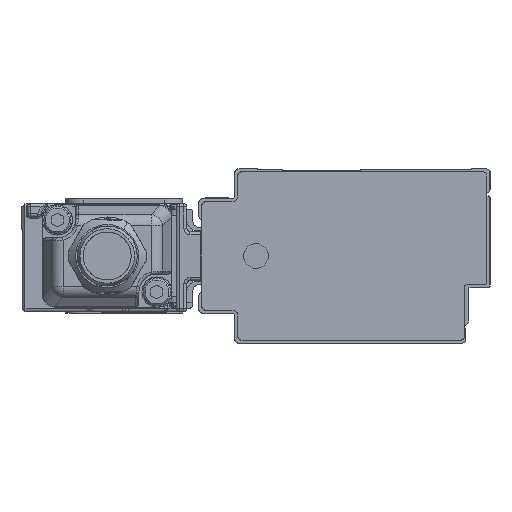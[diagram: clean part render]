
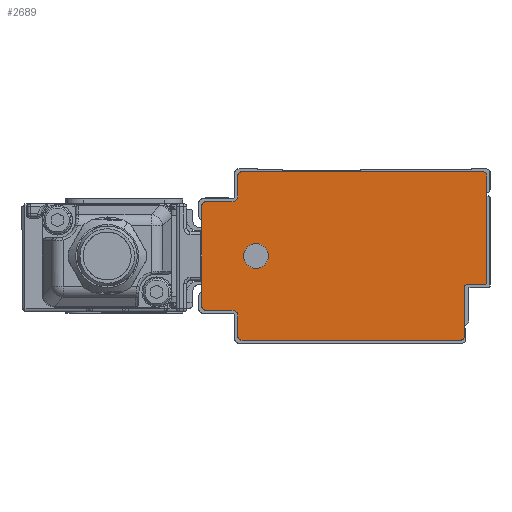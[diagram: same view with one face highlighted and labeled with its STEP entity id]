
A CAD part, left-side view. The second image highlights one B-rep face of the part: STEP entity #2689.
In plain terms, the highlighted planar face has unit normal (-1, 0, 0).
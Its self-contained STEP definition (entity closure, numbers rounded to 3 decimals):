
#1353=AXIS2_PLACEMENT_3D('Circle Axis2P3D',#1351,#1352,$) ;
#1391=AXIS2_PLACEMENT_3D('Circle Axis2P3D',#1389,#1390,$) ;
#1429=AXIS2_PLACEMENT_3D('Circle Axis2P3D',#1427,#1428,$) ;
#1467=AXIS2_PLACEMENT_3D('Circle Axis2P3D',#1465,#1466,$) ;
#2572=AXIS2_PLACEMENT_3D('Plane Axis2P3D',#2569,#2570,#2571) ;
#2576=AXIS2_PLACEMENT_3D('Circle Axis2P3D',#2574,#2575,$) ;
#2590=AXIS2_PLACEMENT_3D('Circle Axis2P3D',#2588,#2589,$) ;
#2604=AXIS2_PLACEMENT_3D('Circle Axis2P3D',#2602,#2603,$) ;
#2618=AXIS2_PLACEMENT_3D('Circle Axis2P3D',#2616,#2617,$) ;
#2632=AXIS2_PLACEMENT_3D('Circle Axis2P3D',#2630,#2631,$) ;
#2646=AXIS2_PLACEMENT_3D('Circle Axis2P3D',#2644,#2645,$) ;
#2673=AXIS2_PLACEMENT_3D('Circle Axis2P3D',#2671,#2672,$) ;
#2682=AXIS2_PLACEMENT_3D('Circle Axis2P3D',#2680,#2681,$) ;
#1309=CARTESIAN_POINT('Line Origine',(-275.5,44.,14.5)) ;
#1313=CARTESIAN_POINT('Vertex',(-275.5,44.,6.)) ;
#1315=CARTESIAN_POINT('Vertex',(-275.5,44.,23.)) ;
#1351=CARTESIAN_POINT('Axis2P3D Location',(-275.5,43.5,23.)) ;
#1355=CARTESIAN_POINT('Vertex',(-275.5,43.5,23.5)) ;
#1370=CARTESIAN_POINT('Line Origine',(-275.5,41.25,23.5)) ;
#1374=CARTESIAN_POINT('Vertex',(-275.5,39.,23.5)) ;
#1389=CARTESIAN_POINT('Axis2P3D Location',(-275.5,39.,24.5)) ;
#1393=CARTESIAN_POINT('Vertex',(-275.5,38.,24.5)) ;
#1408=CARTESIAN_POINT('Line Origine',(-275.5,38.,26.25)) ;
#1412=CARTESIAN_POINT('Vertex',(-275.5,38.,28.)) ;
#1427=CARTESIAN_POINT('Axis2P3D Location',(-275.5,37.5,28.)) ;
#1431=CARTESIAN_POINT('Vertex',(-275.5,37.5,28.5)) ;
#1446=CARTESIAN_POINT('Line Origine',(-275.5,17.25,28.5)) ;
#1450=CARTESIAN_POINT('Vertex',(-275.5,-3.,28.5)) ;
#1465=CARTESIAN_POINT('Axis2P3D Location',(-275.5,-3.,28.)) ;
#1469=CARTESIAN_POINT('Vertex',(-275.5,-3.5,28.)) ;
#1484=CARTESIAN_POINT('Line Origine',(-275.5,-3.5,19.1)) ;
#1488=CARTESIAN_POINT('Vertex',(-275.5,-3.5,10.2)) ;
#2569=CARTESIAN_POINT('Axis2P3D Location',(-275.5,0.,0.)) ;
#2574=CARTESIAN_POINT('Axis2P3D Location',(-275.5,43.5,6.)) ;
#2578=CARTESIAN_POINT('Vertex',(-275.5,43.5,5.5)) ;
#2581=CARTESIAN_POINT('Line Origine',(-275.5,41.25,5.5)) ;
#2585=CARTESIAN_POINT('Vertex',(-275.5,39.,5.5)) ;
#2588=CARTESIAN_POINT('Axis2P3D Location',(-275.5,39.,4.5)) ;
#2592=CARTESIAN_POINT('Vertex',(-275.5,38.,4.5)) ;
#2595=CARTESIAN_POINT('Line Origine',(-275.5,38.,2.75)) ;
#2599=CARTESIAN_POINT('Vertex',(-275.5,38.,1.)) ;
#2602=CARTESIAN_POINT('Axis2P3D Location',(-275.5,37.5,1.)) ;
#2606=CARTESIAN_POINT('Vertex',(-275.5,37.5,0.5)) ;
#2609=CARTESIAN_POINT('Line Origine',(-275.5,19.15,0.5)) ;
#2613=CARTESIAN_POINT('Vertex',(-275.5,0.8,0.5)) ;
#2616=CARTESIAN_POINT('Axis2P3D Location',(-275.5,0.8,1.)) ;
#2620=CARTESIAN_POINT('Vertex',(-275.5,0.3,1.)) ;
#2623=CARTESIAN_POINT('Line Origine',(-275.5,0.3,5.1)) ;
#2627=CARTESIAN_POINT('Vertex',(-275.5,0.3,9.2)) ;
#2630=CARTESIAN_POINT('Axis2P3D Location',(-275.5,-0.2,9.2)) ;
#2634=CARTESIAN_POINT('Vertex',(-275.5,-0.2,9.7)) ;
#2637=CARTESIAN_POINT('Line Origine',(-275.5,-1.6,9.7)) ;
#2641=CARTESIAN_POINT('Vertex',(-275.5,-3.,9.7)) ;
#2644=CARTESIAN_POINT('Axis2P3D Location',(-275.5,-3.,10.2)) ;
#2671=CARTESIAN_POINT('Axis2P3D Location',(-275.5,35.,14.5)) ;
#2675=CARTESIAN_POINT('Vertex',(-275.5,33.186,13.509)) ;
#2677=CARTESIAN_POINT('Vertex',(-275.5,36.814,15.491)) ;
#2680=CARTESIAN_POINT('Axis2P3D Location',(-275.5,35.,14.5)) ;
#1310=DIRECTION('Vector Direction',(0.,0.,1.)) ;
#1352=DIRECTION('Axis2P3D Direction',(1.,0.,0.)) ;
#1371=DIRECTION('Vector Direction',(0.,1.,0.)) ;
#1390=DIRECTION('Axis2P3D Direction',(1.,0.,0.)) ;
#1409=DIRECTION('Vector Direction',(0.,0.,1.)) ;
#1428=DIRECTION('Axis2P3D Direction',(1.,0.,0.)) ;
#1447=DIRECTION('Vector Direction',(0.,1.,0.)) ;
#1466=DIRECTION('Axis2P3D Direction',(1.,0.,-0.)) ;
#1485=DIRECTION('Vector Direction',(0.,0.,-1.)) ;
#2570=DIRECTION('Axis2P3D Direction',(1.,0.,0.)) ;
#2571=DIRECTION('Axis2P3D XDirection',(0.,1.,0.)) ;
#2575=DIRECTION('Axis2P3D Direction',(1.,0.,0.)) ;
#2582=DIRECTION('Vector Direction',(0.,-1.,0.)) ;
#2589=DIRECTION('Axis2P3D Direction',(1.,0.,0.)) ;
#2596=DIRECTION('Vector Direction',(0.,0.,1.)) ;
#2603=DIRECTION('Axis2P3D Direction',(1.,0.,0.)) ;
#2610=DIRECTION('Vector Direction',(0.,-1.,0.)) ;
#2617=DIRECTION('Axis2P3D Direction',(1.,0.,0.)) ;
#2624=DIRECTION('Vector Direction',(0.,0.,-1.)) ;
#2631=DIRECTION('Axis2P3D Direction',(1.,0.,0.)) ;
#2638=DIRECTION('Vector Direction',(0.,1.,0.)) ;
#2645=DIRECTION('Axis2P3D Direction',(1.,0.,0.)) ;
#2672=DIRECTION('Axis2P3D Direction',(1.,0.,0.)) ;
#2681=DIRECTION('Axis2P3D Direction',(1.,0.,0.)) ;
#1311=VECTOR('Line Direction',#1310,1.) ;
#1372=VECTOR('Line Direction',#1371,1.) ;
#1410=VECTOR('Line Direction',#1409,1.) ;
#1448=VECTOR('Line Direction',#1447,1.) ;
#1486=VECTOR('Line Direction',#1485,1.) ;
#2583=VECTOR('Line Direction',#2582,1.) ;
#2597=VECTOR('Line Direction',#2596,1.) ;
#2611=VECTOR('Line Direction',#2610,1.) ;
#2625=VECTOR('Line Direction',#2624,1.) ;
#2639=VECTOR('Line Direction',#2638,1.) ;
#2650=ORIENTED_EDGE('',*,*,#1452,.F.) ;
#2651=ORIENTED_EDGE('',*,*,#1433,.F.) ;
#2652=ORIENTED_EDGE('',*,*,#1414,.F.) ;
#2653=ORIENTED_EDGE('',*,*,#1395,.F.) ;
#2654=ORIENTED_EDGE('',*,*,#1376,.F.) ;
#2655=ORIENTED_EDGE('',*,*,#1357,.F.) ;
#2656=ORIENTED_EDGE('',*,*,#1317,.F.) ;
#2657=ORIENTED_EDGE('',*,*,#2580,.F.) ;
#2658=ORIENTED_EDGE('',*,*,#2587,.F.) ;
#2659=ORIENTED_EDGE('',*,*,#2594,.F.) ;
#2660=ORIENTED_EDGE('',*,*,#2601,.F.) ;
#2661=ORIENTED_EDGE('',*,*,#2608,.F.) ;
#2662=ORIENTED_EDGE('',*,*,#2615,.F.) ;
#2663=ORIENTED_EDGE('',*,*,#2622,.F.) ;
#2664=ORIENTED_EDGE('',*,*,#2629,.F.) ;
#2665=ORIENTED_EDGE('',*,*,#2636,.F.) ;
#2666=ORIENTED_EDGE('',*,*,#2643,.F.) ;
#2667=ORIENTED_EDGE('',*,*,#2648,.F.) ;
#2668=ORIENTED_EDGE('',*,*,#1490,.F.) ;
#2669=ORIENTED_EDGE('',*,*,#1471,.F.) ;
#2686=ORIENTED_EDGE('',*,*,#2679,.T.) ;
#2687=ORIENTED_EDGE('',*,*,#2684,.T.) ;
#2688=FACE_BOUND('',#2685,.T.) ;
#2689=ADVANCED_FACE('\X2\FF8EFF9EFF83FF9EFF68FF70\X0\.2',(#2670,#2688),#2573,.F.) ;
#1354=CIRCLE('generated circle',#1353,0.5) ;
#1392=CIRCLE('generated circle',#1391,1.) ;
#1430=CIRCLE('generated circle',#1429,0.5) ;
#1468=CIRCLE('generated circle',#1467,0.5) ;
#2577=CIRCLE('generated circle',#2576,0.5) ;
#2591=CIRCLE('generated circle',#2590,1.) ;
#2605=CIRCLE('generated circle',#2604,0.5) ;
#2619=CIRCLE('generated circle',#2618,0.5) ;
#2633=CIRCLE('generated circle',#2632,0.5) ;
#2647=CIRCLE('generated circle',#2646,0.5) ;
#2674=CIRCLE('generated circle',#2673,2.067) ;
#2683=CIRCLE('generated circle',#2682,2.067) ;
#1317=EDGE_CURVE('',#1314,#1316,#1312,.T.) ;
#1357=EDGE_CURVE('',#1316,#1356,#1354,.T.) ;
#1376=EDGE_CURVE('',#1356,#1375,#1373,.F.) ;
#1395=EDGE_CURVE('',#1375,#1394,#1392,.F.) ;
#1414=EDGE_CURVE('',#1394,#1413,#1411,.T.) ;
#1433=EDGE_CURVE('',#1413,#1432,#1430,.T.) ;
#1452=EDGE_CURVE('',#1432,#1451,#1449,.F.) ;
#1471=EDGE_CURVE('',#1451,#1470,#1468,.T.) ;
#1490=EDGE_CURVE('',#1470,#1489,#1487,.T.) ;
#2580=EDGE_CURVE('',#2579,#1314,#2577,.T.) ;
#2587=EDGE_CURVE('',#2586,#2579,#2584,.F.) ;
#2594=EDGE_CURVE('',#2593,#2586,#2591,.F.) ;
#2601=EDGE_CURVE('',#2600,#2593,#2598,.T.) ;
#2608=EDGE_CURVE('',#2607,#2600,#2605,.T.) ;
#2615=EDGE_CURVE('',#2614,#2607,#2612,.F.) ;
#2622=EDGE_CURVE('',#2621,#2614,#2619,.T.) ;
#2629=EDGE_CURVE('',#2628,#2621,#2626,.T.) ;
#2636=EDGE_CURVE('',#2635,#2628,#2633,.F.) ;
#2643=EDGE_CURVE('',#2642,#2635,#2640,.T.) ;
#2648=EDGE_CURVE('',#1489,#2642,#2647,.T.) ;
#2679=EDGE_CURVE('',#2676,#2678,#2674,.T.) ;
#2684=EDGE_CURVE('',#2678,#2676,#2683,.T.) ;
#2649=EDGE_LOOP('',(#2650,#2651,#2652,#2653,#2654,#2655,#2656,#2657,#2658,#2659,#2660,#2661,#2662,#2663,#2664,#2665,#2666,#2667,#2668,#2669)) ;
#2685=EDGE_LOOP('',(#2686,#2687)) ;
#2670=FACE_OUTER_BOUND('',#2649,.T.) ;
#1312=LINE('Line',#1309,#1311) ;
#1373=LINE('Line',#1370,#1372) ;
#1411=LINE('Line',#1408,#1410) ;
#1449=LINE('Line',#1446,#1448) ;
#1487=LINE('Line',#1484,#1486) ;
#2584=LINE('Line',#2581,#2583) ;
#2598=LINE('Line',#2595,#2597) ;
#2612=LINE('Line',#2609,#2611) ;
#2626=LINE('Line',#2623,#2625) ;
#2640=LINE('Line',#2637,#2639) ;
#2573=PLANE('Plane',#2572) ;
#1314=VERTEX_POINT('',#1313) ;
#1316=VERTEX_POINT('',#1315) ;
#1356=VERTEX_POINT('',#1355) ;
#1375=VERTEX_POINT('',#1374) ;
#1394=VERTEX_POINT('',#1393) ;
#1413=VERTEX_POINT('',#1412) ;
#1432=VERTEX_POINT('',#1431) ;
#1451=VERTEX_POINT('',#1450) ;
#1470=VERTEX_POINT('',#1469) ;
#1489=VERTEX_POINT('',#1488) ;
#2579=VERTEX_POINT('',#2578) ;
#2586=VERTEX_POINT('',#2585) ;
#2593=VERTEX_POINT('',#2592) ;
#2600=VERTEX_POINT('',#2599) ;
#2607=VERTEX_POINT('',#2606) ;
#2614=VERTEX_POINT('',#2613) ;
#2621=VERTEX_POINT('',#2620) ;
#2628=VERTEX_POINT('',#2627) ;
#2635=VERTEX_POINT('',#2634) ;
#2642=VERTEX_POINT('',#2641) ;
#2676=VERTEX_POINT('',#2675) ;
#2678=VERTEX_POINT('',#2677) ;
